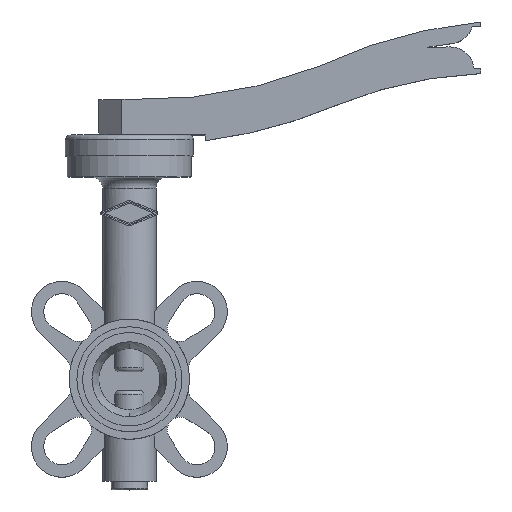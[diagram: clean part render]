
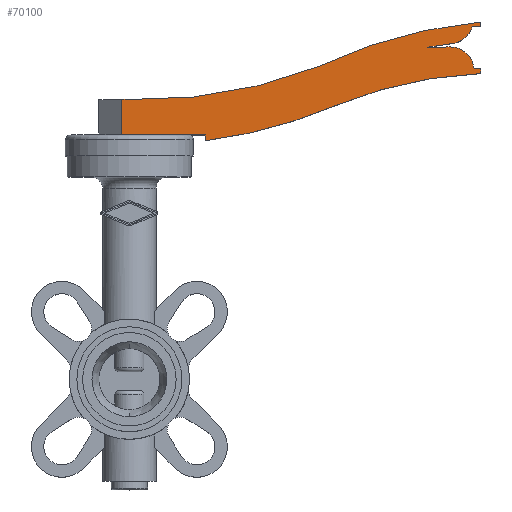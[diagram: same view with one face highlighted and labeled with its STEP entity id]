
A CAD part, top view. The second image highlights one B-rep face of the part: STEP entity #70100.
In plain terms, the highlighted planar face has unit normal (0, 0, 1).
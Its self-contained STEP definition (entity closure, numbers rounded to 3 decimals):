
#63150=CARTESIAN_POINT('',(-4.,146.6,-6.5));
#63160=VERTEX_POINT('',#63150);
#63190=CARTESIAN_POINT('',(-4.,125.,-6.5));
#63200=DIRECTION('',(0.,-1.,0.));
#63210=VECTOR('',#63200,1.);
#63220=LINE('',#63190,#63210);
#63230=CARTESIAN_POINT('',(-4.,128.,-6.5));
#63240=VERTEX_POINT('',#63230);
#63250=EDGE_CURVE('',#63160,#63240,#63220,.T.);
#63860=CARTESIAN_POINT('',(-16.,128.,-6.5));
#63870=DIRECTION('',(1.,0.,0.));
#63880=VECTOR('',#63870,1.);
#63890=LINE('',#63860,#63880);
#63900=CARTESIAN_POINT('',(39.8,128.,-6.5));
#63910=VERTEX_POINT('',#63900);
#63920=EDGE_CURVE('',#63240,#63910,#63890,.T.);
#65590=CARTESIAN_POINT('',(39.8,128.,-6.5));
#65600=DIRECTION('',(0.,-1.,0.));
#65610=VECTOR('',#65600,1.);
#65620=LINE('',#65590,#65610);
#65630=CARTESIAN_POINT('',(39.8,125.,-6.5));
#65640=VERTEX_POINT('',#65630);
#65650=EDGE_CURVE('',#63910,#65640,#65620,.T.);
#65900=CARTESIAN_POINT('',(8.039,378.014,-6.5));
#65910=DIRECTION('',(0.,0.,1.));
#65920=DIRECTION('',(0.125,-0.992,0.));
#65930=AXIS2_PLACEMENT_3D('',#65900,#65910,#65920);
#65940=CIRCLE('',#65930,255.);
#65950=CARTESIAN_POINT('',(107.,143.,-6.5));
#65960=VERTEX_POINT('',#65950);
#65970=EDGE_CURVE('',#65640,#65960,#65940,.T.);
#66220=CARTESIAN_POINT('',(193.348,-62.604,-6.5));
#66230=DIRECTION('',(0.,0.,-1.));
#66240=DIRECTION('',(-0.387,0.922,0.));
#66250=AXIS2_PLACEMENT_3D('',#66220,#66230,#66240);
#66260=CIRCLE('',#66250,223.);
#66270=CARTESIAN_POINT('',(184.,160.2,-6.5));
#66280=VERTEX_POINT('',#66270);
#66290=EDGE_CURVE('',#65960,#66280,#66260,.T.);
#66540=CARTESIAN_POINT('',(184.,160.2,-6.5));
#66550=DIRECTION('',(0.,1.,0.));
#66560=VECTOR('',#66550,1.);
#66570=LINE('',#66540,#66560);
#66580=CARTESIAN_POINT('',(184.,162.7,-6.5));
#66590=VERTEX_POINT('',#66580);
#66600=EDGE_CURVE('',#66280,#66590,#66570,.T.);
#66850=CARTESIAN_POINT('',(184.,162.7,-6.5));
#66860=DIRECTION('',(-1.,0.,0.));
#66870=VECTOR('',#66860,1.);
#66880=LINE('',#66850,#66870);
#66890=CARTESIAN_POINT('',(180.6,162.7,-6.5));
#66900=VERTEX_POINT('',#66890);
#66910=EDGE_CURVE('',#66590,#66900,#66880,.T.);
#67160=CARTESIAN_POINT('',(168.147,161.623,-6.5));
#67170=DIRECTION('',(0.,0.,1.));
#67180=DIRECTION('',(0.996,0.086,0.));
#67190=AXIS2_PLACEMENT_3D('',#67160,#67170,#67180);
#67200=CIRCLE('',#67190,12.5);
#67210=CARTESIAN_POINT('',(168.015,174.122,-6.5));
#67220=VERTEX_POINT('',#67210);
#67230=EDGE_CURVE('',#66900,#67220,#67200,.T.);
#67480=CARTESIAN_POINT('',(168.015,174.122,-6.5));
#67490=DIRECTION('',(-1.,-0.01,0.));
#67500=VECTOR('',#67490,1.);
#67510=LINE('',#67480,#67500);
#67520=CARTESIAN_POINT('',(156.4,174.,-6.5));
#67530=VERTEX_POINT('',#67520);
#67540=EDGE_CURVE('',#67220,#67530,#67510,.T.);
#67790=CARTESIAN_POINT('',(156.4,174.,-6.5));
#67800=DIRECTION('',(0.989,0.147,0.));
#67810=VECTOR('',#67800,1.);
#67820=LINE('',#67790,#67810);
#67830=CARTESIAN_POINT('',(169.9,176.,-6.5));
#67840=VERTEX_POINT('',#67830);
#67850=EDGE_CURVE('',#67530,#67840,#67820,.T.);
#68100=CARTESIAN_POINT('',(167.733,188.311,-6.5));
#68110=DIRECTION('',(0.,0.,1.));
#68120=DIRECTION('',(0.173,-0.985,0.));
#68130=AXIS2_PLACEMENT_3D('',#68100,#68110,#68120);
#68140=CIRCLE('',#68130,12.5);
#68150=CARTESIAN_POINT('',(179.7,184.7,-6.5));
#68160=VERTEX_POINT('',#68150);
#68170=EDGE_CURVE('',#67840,#68160,#68140,.T.);
#68420=CARTESIAN_POINT('',(179.7,184.7,-6.5));
#68430=DIRECTION('',(1.,0.,0.));
#68440=VECTOR('',#68430,1.);
#68450=LINE('',#68420,#68440);
#68460=CARTESIAN_POINT('',(184.,184.7,-6.5));
#68470=VERTEX_POINT('',#68460);
#68480=EDGE_CURVE('',#68160,#68470,#68450,.T.);
#68730=CARTESIAN_POINT('',(184.,184.7,-6.5));
#68740=DIRECTION('',(0.,1.,0.));
#68750=VECTOR('',#68740,1.);
#68760=LINE('',#68730,#68750);
#68770=CARTESIAN_POINT('',(184.,187.2,-6.5));
#68780=VERTEX_POINT('',#68770);
#68790=EDGE_CURVE('',#68470,#68780,#68760,.T.);
#69040=CARTESIAN_POINT('',(207.925,-66.675,-6.5));
#69050=DIRECTION('',(0.,0.,1.));
#69060=DIRECTION('',(-0.094,0.996,0.));
#69070=AXIS2_PLACEMENT_3D('',#69040,#69050,#69060);
#69080=CIRCLE('',#69070,255.);
#69090=CARTESIAN_POINT('',(99.,163.89,-6.5));
#69100=VERTEX_POINT('',#69090);
#69110=EDGE_CURVE('',#68780,#69100,#69080,.T.);
#69360=CARTESIAN_POINT('',(7.367,396.491,-6.5));
#69370=DIRECTION('',(0.,0.,-1.));
#69380=DIRECTION('',(0.367,-0.93,0.));
#69390=AXIS2_PLACEMENT_3D('',#69360,#69370,#69380);
#69400=CIRCLE('',#69390,250.);
#69410=CARTESIAN_POINT('',(0.,146.6,-6.5));
#69420=VERTEX_POINT('',#69410);
#69430=EDGE_CURVE('',#69100,#69420,#69400,.T.);
#69700=CARTESIAN_POINT('',(0.,146.6,-6.5));
#69710=DIRECTION('',(-1.,0.,0.));
#69720=VECTOR('',#69710,1.);
#69730=LINE('',#69700,#69720);
#69740=EDGE_CURVE('',#69420,#63160,#69730,.T.);
#69870=CARTESIAN_POINT('',(0.,125.,-6.5));
#69880=DIRECTION('',(0.,0.,1.));
#69890=DIRECTION('',(1.,0.,0.));
#69900=AXIS2_PLACEMENT_3D('',#69870,#69880,#69890);
#69910=PLANE('',#69900);
#69920=ORIENTED_EDGE('',*,*,#69740,.T.);
#69930=ORIENTED_EDGE('',*,*,#69430,.T.);
#69940=ORIENTED_EDGE('',*,*,#69110,.T.);
#69950=ORIENTED_EDGE('',*,*,#68790,.T.);
#69960=ORIENTED_EDGE('',*,*,#68480,.T.);
#69970=ORIENTED_EDGE('',*,*,#68170,.T.);
#69980=ORIENTED_EDGE('',*,*,#67850,.T.);
#69990=ORIENTED_EDGE('',*,*,#67540,.T.);
#70000=ORIENTED_EDGE('',*,*,#67230,.T.);
#70010=ORIENTED_EDGE('',*,*,#66910,.T.);
#70020=ORIENTED_EDGE('',*,*,#66600,.T.);
#70030=ORIENTED_EDGE('',*,*,#66290,.T.);
#70040=ORIENTED_EDGE('',*,*,#65970,.T.);
#70050=ORIENTED_EDGE('',*,*,#65650,.T.);
#70060=ORIENTED_EDGE('',*,*,#63920,.T.);
#70070=ORIENTED_EDGE('',*,*,#63250,.T.);
#70080=EDGE_LOOP('',(#70070,#70060,#70050,#70040,#70030,#70020,#70010,
#70000,#69990,#69980,#69970,#69960,#69950,#69940,#69930,#69920));
#70090=FACE_OUTER_BOUND('',#70080,.T.);
#70100=ADVANCED_FACE('',(#70090),#69910,.T.);
